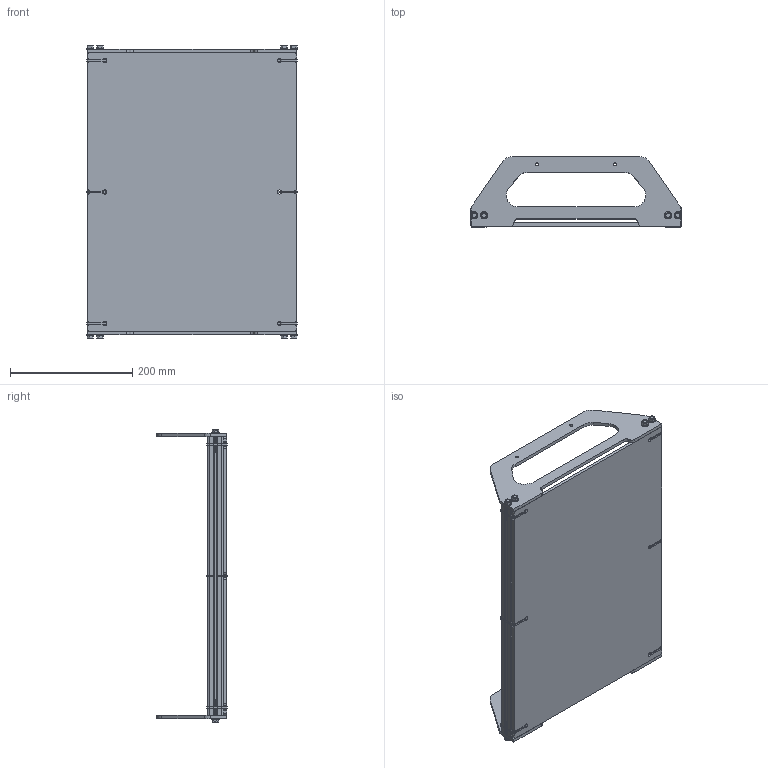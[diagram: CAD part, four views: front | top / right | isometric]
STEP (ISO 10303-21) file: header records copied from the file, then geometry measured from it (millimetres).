
FILE_DESCRIPTION (( 'STEP AP203' ), '1' );
FILE_NAME ('am-4845 FTC Driver Station Tray.STEP', '2022-09-13T18:00:34', ( '' ), ( '' ), 'SwSTEP 2.0', 'SolidWorks 2022', '' );
FILE_SCHEMA (( 'CONFIG_CONTROL_DESIGN' ));
Length unit declared in the file: metre
Products named in the file (6): Polycarb Plate; am-4845 FTC Driver Station Tray; Zip Tie Model; Peanut Extrusion for FTCDS; am-4616_handle Polycarb Handles; am-1310 FHTS 0.25-20-0.75_FHTS 0.25-20-G-0.75-C
Assembly tree (19 placements, depth 2):
  am-4845 FTC Driver Station Tray
    Peanut Extrusion for FTCDS  x2
    am-4616_handle Polycarb Handles  x2
    Polycarb Plate
    am-1310 FHTS 0.25-20-0.75_FHTS 0.25-20-G-0.75-C  x8
    Zip Tie Model  x6
Bounding box: 345.52 x 115.19 x 478.41 mm (x, y, z)
Volume: 1261358.2 mm3; surface area: 681291.7 mm2
Topology: 19 solids, 19 shells, 1373 faces, 3787 edges, 2464 vertices
Faces by surface type: cylinder 505, bspline 492, plane 360, cone 16
Entity records: 181487 total; most frequent: CARTESIAN_POINT 168263, ORIENTED_EDGE 3332, DIRECTION 1733, EDGE_CURVE 1666, VERTEX_POINT 1099, EDGE_LOOP 613, AXIS2_PLACEMENT_3D 603, FACE_OUTER_BOUND 578
